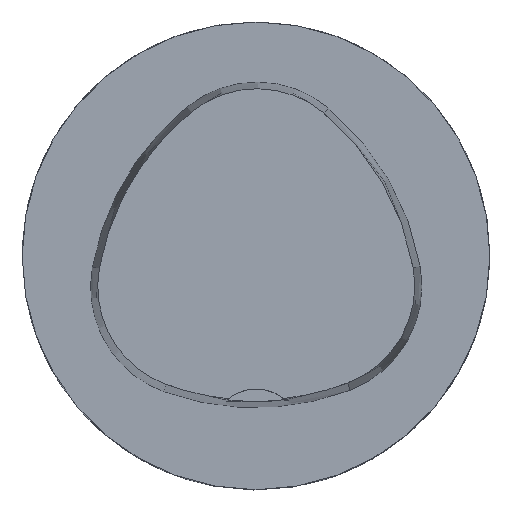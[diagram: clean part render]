
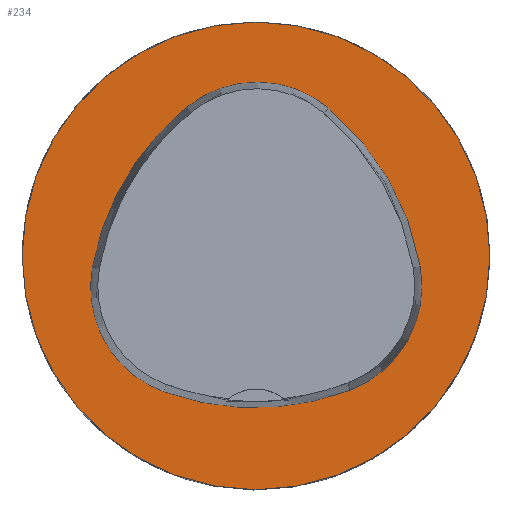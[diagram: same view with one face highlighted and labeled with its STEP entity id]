
A CAD part, top view. The second image highlights one B-rep face of the part: STEP entity #234.
In plain terms, the highlighted planar face has unit normal (0, 0, 1).
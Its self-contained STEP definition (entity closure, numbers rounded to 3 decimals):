
#143=FACE_BOUND('',#395,.T.);
#144=FACE_BOUND('',#396,.T.);
#165=CIRCLE('',#1262,31.5);
#171=CIRCLE('',#1286,36.);
#173=CIRCLE('',#1289,15.);
#175=CIRCLE('',#1292,36.);
#177=CIRCLE('',#1295,15.);
#181=CIRCLE('',#1300,36.);
#183=CIRCLE('',#1303,15.);
#234=ADVANCED_FACE('',(#143,#144),#275,.T.);
#275=PLANE('',#1308);
#395=EDGE_LOOP('',(#648,#649,#650,#651,#652,#653));
#396=EDGE_LOOP('',(#654));
#648=ORIENTED_EDGE('',*,*,#956,.T.);
#649=ORIENTED_EDGE('',*,*,#936,.T.);
#650=ORIENTED_EDGE('',*,*,#940,.T.);
#651=ORIENTED_EDGE('',*,*,#943,.T.);
#652=ORIENTED_EDGE('',*,*,#946,.T.);
#653=ORIENTED_EDGE('',*,*,#954,.T.);
#654=ORIENTED_EDGE('',*,*,#911,.F.);
#794=VERTEX_POINT('',#1897);
#811=VERTEX_POINT('',#1953);
#812=VERTEX_POINT('',#1954);
#815=VERTEX_POINT('',#1962);
#817=VERTEX_POINT('',#1968);
#819=VERTEX_POINT('',#1974);
#826=VERTEX_POINT('',#1995);
#911=EDGE_CURVE('',#794,#794,#165,.T.);
#936=EDGE_CURVE('',#811,#812,#171,.T.);
#940=EDGE_CURVE('',#812,#815,#173,.T.);
#943=EDGE_CURVE('',#815,#817,#175,.T.);
#946=EDGE_CURVE('',#817,#819,#177,.T.);
#954=EDGE_CURVE('',#819,#826,#181,.T.);
#956=EDGE_CURVE('',#826,#811,#183,.T.);
#1262=AXIS2_PLACEMENT_3D('',#1896,#1487,#1488);
#1286=AXIS2_PLACEMENT_3D('',#1952,#1550,#1551);
#1289=AXIS2_PLACEMENT_3D('',#1961,#1558,#1559);
#1292=AXIS2_PLACEMENT_3D('',#1967,#1565,#1566);
#1295=AXIS2_PLACEMENT_3D('',#1973,#1572,#1573);
#1300=AXIS2_PLACEMENT_3D('',#1996,#1584,#1585);
#1303=AXIS2_PLACEMENT_3D('',#1999,#1590,#1591);
#1308=AXIS2_PLACEMENT_3D('',#2004,#1600,#1601);
#1487=DIRECTION('',(0.,0.,-1.));
#1488=DIRECTION('',(-1.,0.,0.));
#1550=DIRECTION('',(0.,0.,-1.));
#1551=DIRECTION('',(-1.,0.,0.));
#1558=DIRECTION('',(0.,0.,-1.));
#1559=DIRECTION('',(-1.,0.,0.));
#1565=DIRECTION('',(0.,0.,-1.));
#1566=DIRECTION('',(-1.,0.,0.));
#1572=DIRECTION('',(0.,0.,-1.));
#1573=DIRECTION('',(-1.,0.,0.));
#1584=DIRECTION('',(0.,0.,-1.));
#1585=DIRECTION('',(-1.,0.,0.));
#1590=DIRECTION('',(0.,0.,-1.));
#1591=DIRECTION('',(-1.,0.,0.));
#1600=DIRECTION('',(0.,0.,1.));
#1601=DIRECTION('',(1.,0.,0.));
#1896=CARTESIAN_POINT('',(0.,0.,0.));
#1897=CARTESIAN_POINT('',(-31.5,0.,0.));
#1952=CARTESIAN_POINT('',(13.398,-7.893,0.));
#1953=CARTESIAN_POINT('',(-22.041,-1.562,0.));
#1954=CARTESIAN_POINT('',(-9.317,20.036,0.));
#1961=CARTESIAN_POINT('',(0.148,8.399,0.));
#1962=CARTESIAN_POINT('',(9.779,19.898,0.));
#1967=CARTESIAN_POINT('',(-13.337,-7.7,0.));
#1968=CARTESIAN_POINT('',(22.122,-1.48,0.));
#1973=CARTESIAN_POINT('',(7.347,-4.071,0.));
#1974=CARTESIAN_POINT('',(12.693,-18.087,0.));
#1995=CARTESIAN_POINT('',(-12.373,-18.307,0.));
#1996=CARTESIAN_POINT('',(-0.137,15.55,0.));
#1999=CARTESIAN_POINT('',(-7.275,-4.2,0.));
#2004=CARTESIAN_POINT('',(0.,0.,0.));
